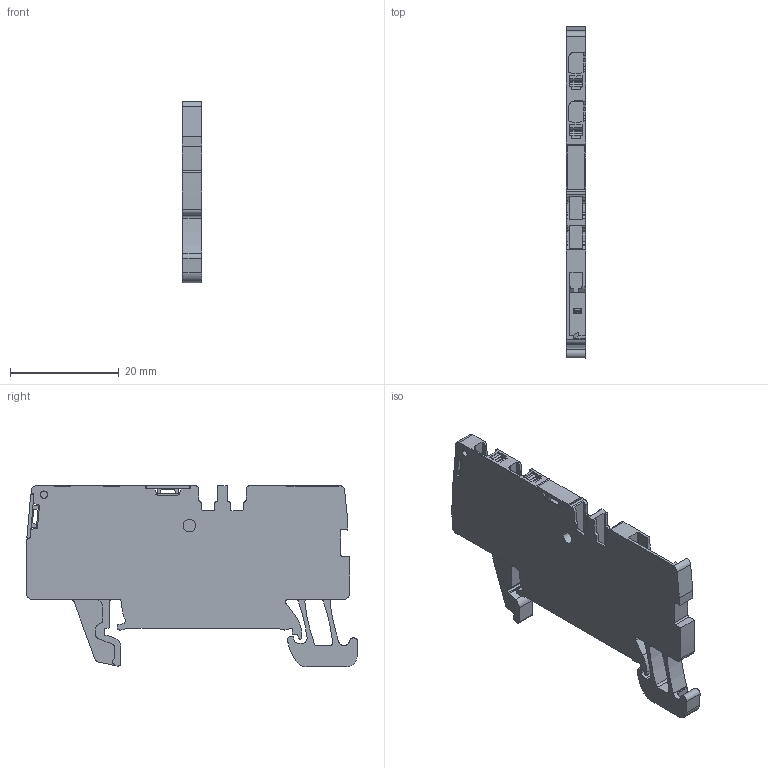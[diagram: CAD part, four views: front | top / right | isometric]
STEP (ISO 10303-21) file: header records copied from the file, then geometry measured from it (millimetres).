
FILE_DESCRIPTION(('CATIA V5R22 STEP214','CAx-IF Rec.Pracs.--- Model Styling and Organization---1.4--- 2014-01-23'),'2;1');
FILE_NAME ('1135709-1_1', '2019-07-05T12:04:48+00:00', ('Weidmueller Interface'), ('Weidmueller'), 'CATIA Version 5-6 Release 2016 SP3 HF44', 'CATIA V5 STEP AP214', 'none');
FILE_SCHEMA(('AUTOMOTIVE_DESIGN { 1 0 10303 214 1 1 1 1 }'));
Length unit declared in the file: millimetre
Products named in the file (1): 2675720000_APGTB_1-5_FT_3C-1_DL_BL
Bounding box: 3.5 x 61.08 x 33.4 mm (x, y, z)
Volume: 4293.6 mm3; surface area: 5544.8 mm2
Topology: 6 solids, 6 shells, 768 faces, 2129 edges, 1373 vertices
Faces by surface type: plane 419, cylinder 313, torus 12, extrusion 8, sphere 8, cone 4, bspline 4
Entity records: 23771 total; most frequent: CARTESIAN_POINT 5033, ORIENTED_EDGE 4242, DIRECTION 3164, EDGE_CURVE 2121, VECTOR 1443, LINE 1435, VERTEX_POINT 1373, AXIS2_PLACEMENT_3D 1142
